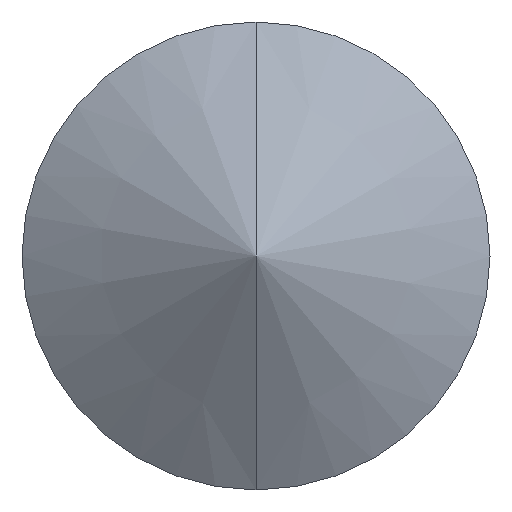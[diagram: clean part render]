
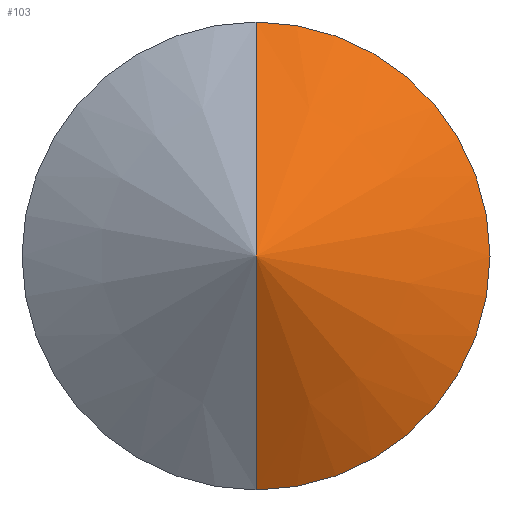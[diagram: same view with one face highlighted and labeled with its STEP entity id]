
A CAD part, front view. The second image highlights one B-rep face of the part: STEP entity #103.
In plain terms, the highlighted conical face has half-angle 60 degrees and reference radius 1732.05 mm.
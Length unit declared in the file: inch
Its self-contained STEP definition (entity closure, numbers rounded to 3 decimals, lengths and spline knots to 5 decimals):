
#4 = CARTESIAN_POINT ( 'NONE',  ( 0., 0., 0. ) ) ;
#9 = CARTESIAN_POINT ( 'NONE',  ( 0., 0., 0. ) ) ;
#26 = EDGE_CURVE ( 'NONE', #246, #80, #135, .T. ) ;
#53 = CARTESIAN_POINT ( 'NONE',  ( 0., 0.21651, 0.375 ) ) ;
#58 = CARTESIAN_POINT ( 'NONE',  ( 0., 39.37008, 0. ) ) ;
#61 = CARTESIAN_POINT ( 'NONE',  ( 0., 0., 0. ) ) ;
#62 = VECTOR ( 'NONE', #179, 39.37008 ) ;
#77 = AXIS2_PLACEMENT_3D ( 'NONE', #250, #174, #211 ) ;
#78 = VECTOR ( 'NONE', #117, 39.37008 ) ;
#80 = VERTEX_POINT ( 'NONE', #53 ) ;
#83 = CARTESIAN_POINT ( 'NONE',  ( 0., 0.21651, -0.375 ) ) ;
#84 = ORIENTED_EDGE ( 'NONE', *, *, #99, .F. ) ;
#89 = ORIENTED_EDGE ( 'NONE', *, *, #26, .T. ) ;
#94 = CONICAL_SURFACE ( 'NONE', #243, 68.19098, 1.047 ) ;
#96 = EDGE_CURVE ( 'NONE', #191, #246, #198, .T. ) ;
#99 = EDGE_CURVE ( 'NONE', #191, #80, #195, .T. ) ;
#103 = ADVANCED_FACE ( 'NONE', ( #164 ), #94, .T. ) ;
#117 = DIRECTION ( 'NONE',  ( 0., 0.5, -0.866 ) ) ;
#135 = CIRCLE ( 'NONE', #77, 0.375 ) ;
#163 = DIRECTION ( 'NONE',  ( 0., 0., 1. ) ) ;
#164 = FACE_OUTER_BOUND ( 'NONE', #231, .T. ) ;
#174 = DIRECTION ( 'NONE',  ( 0., -1., 0. ) ) ;
#179 = DIRECTION ( 'NONE',  ( 0., 0.5, 0.866 ) ) ;
#191 = VERTEX_POINT ( 'NONE', #61 ) ;
#195 = LINE ( 'NONE', #4, #62 ) ;
#198 = LINE ( 'NONE', #9, #78 ) ;
#211 = DIRECTION ( 'NONE',  ( 0., 0., -1. ) ) ;
#230 = DIRECTION ( 'NONE',  ( 0., 1., 0. ) ) ;
#231 = EDGE_LOOP ( 'NONE', ( #84, #234, #89 ) ) ;
#234 = ORIENTED_EDGE ( 'NONE', *, *, #96, .T. ) ;
#243 = AXIS2_PLACEMENT_3D ( 'NONE', #58, #230, #163 ) ;
#246 = VERTEX_POINT ( 'NONE', #83 ) ;
#250 = CARTESIAN_POINT ( 'NONE',  ( 0., 0.21651, 0. ) ) ;
